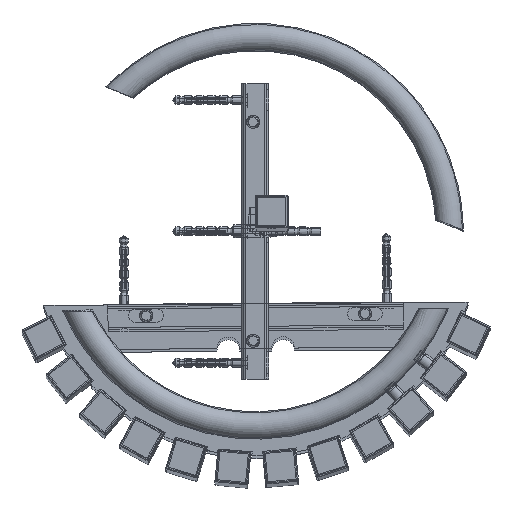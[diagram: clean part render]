
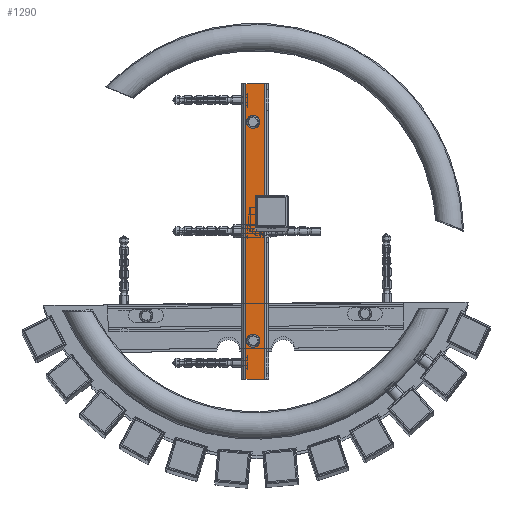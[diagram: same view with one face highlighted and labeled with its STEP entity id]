
A CAD part, top view. The second image highlights one B-rep face of the part: STEP entity #1290.
In plain terms, the highlighted planar face has unit normal (0, 0, 1).
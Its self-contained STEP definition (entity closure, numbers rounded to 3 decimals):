
#1290 = ADVANCED_FACE( '', ( #2939, #2940, #2941 ), #2942, .T. );
#2939 = FACE_BOUND( '', #5113, .T. );
#2940 = FACE_OUTER_BOUND( '', #5114, .T. );
#2941 = FACE_BOUND( '', #5115, .T. );
#2942 = PLANE( '', #5116 );
#5113 = EDGE_LOOP( '', ( #8364 ) );
#5114 = EDGE_LOOP( '', ( #8365, #8366, #8367, #8368 ) );
#5115 = EDGE_LOOP( '', ( #8369 ) );
#5116 = AXIS2_PLACEMENT_3D( '', #8370, #8371, #8372 );
#8364 = ORIENTED_EDGE( '', *, *, #13145, .T. );
#8365 = ORIENTED_EDGE( '', *, *, #13146, .F. );
#8366 = ORIENTED_EDGE( '', *, *, #12614, .T. );
#8367 = ORIENTED_EDGE( '', *, *, #13147, .T. );
#8368 = ORIENTED_EDGE( '', *, *, #12251, .T. );
#8369 = ORIENTED_EDGE( '', *, *, #13148, .T. );
#8370 = CARTESIAN_POINT( '', ( -12.5, -135., 12.5 ) );
#8371 = DIRECTION( '', ( 0., 0., 1. ) );
#8372 = DIRECTION( '', ( 1., 0., 0. ) );
#12251 = EDGE_CURVE( '', #14405, #14403, #14406, .T. );
#12614 = EDGE_CURVE( '', #15030, #15032, #15034, .F. );
#13145 = EDGE_CURVE( '', #15843, #15843, #15844, .T. );
#13146 = EDGE_CURVE( '', #15030, #14403, #15845, .T. );
#13147 = EDGE_CURVE( '', #15032, #14405, #15846, .T. );
#13148 = EDGE_CURVE( '', #15847, #15847, #15848, .T. );
#14403 = VERTEX_POINT( '', #17441 );
#14405 = VERTEX_POINT( '', #17443 );
#14406 = LINE( '', #17444, #17445 );
#15030 = VERTEX_POINT( '', #18447 );
#15032 = VERTEX_POINT( '', #18449 );
#15034 = LINE( '', #18451, #18452 );
#15843 = VERTEX_POINT( '', #19821 );
#15844 = CIRCLE( '', #19822, 6. );
#15845 = LINE( '', #19823, #19824 );
#15846 = LINE( '', #19825, #19826 );
#15847 = VERTEX_POINT( '', #19827 );
#15848 = CIRCLE( '', #19828, 6. );
#17441 = CARTESIAN_POINT( '', ( 8.5, 135., 12.5 ) );
#17443 = CARTESIAN_POINT( '', ( 8.5, -135., 12.5 ) );
#17444 = CARTESIAN_POINT( '', ( 8.5, -135., 12.5 ) );
#17445 = VECTOR( '', #22163, 1000. );
#18447 = CARTESIAN_POINT( '', ( -8.5, 135., 12.5 ) );
#18449 = CARTESIAN_POINT( '', ( -8.5, -135., 12.5 ) );
#18451 = CARTESIAN_POINT( '', ( -8.5, -135., 12.5 ) );
#18452 = VECTOR( '', #22667, 1000. );
#19821 = CARTESIAN_POINT( '', ( -2., 106., 12.5 ) );
#19822 = AXIS2_PLACEMENT_3D( '', #23328, #23329, #23330 );
#19823 = CARTESIAN_POINT( '', ( -12.5, 135., 12.5 ) );
#19824 = VECTOR( '', #23331, 1000. );
#19825 = CARTESIAN_POINT( '', ( -12.5, -135., 12.5 ) );
#19826 = VECTOR( '', #23332, 1000. );
#19827 = CARTESIAN_POINT( '', ( -2., -94., 12.5 ) );
#19828 = AXIS2_PLACEMENT_3D( '', #23333, #23334, #23335 );
#22163 = DIRECTION( '', ( 0., 1., 0. ) );
#22667 = DIRECTION( '', ( 0., 1., 0. ) );
#23328 = CARTESIAN_POINT( '', ( -2., 100., 12.5 ) );
#23329 = DIRECTION( '', ( 0., 0., -1. ) );
#23330 = DIRECTION( '', ( 0., 1., 0. ) );
#23331 = DIRECTION( '', ( 1., 0., 0. ) );
#23332 = DIRECTION( '', ( 1., 0., 0. ) );
#23333 = CARTESIAN_POINT( '', ( -2., -100., 12.5 ) );
#23334 = DIRECTION( '', ( 0., 0., -1. ) );
#23335 = DIRECTION( '', ( 0., 1., 0. ) );
